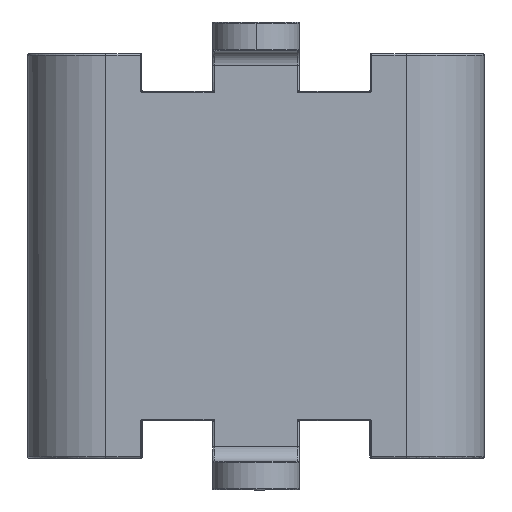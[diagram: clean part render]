
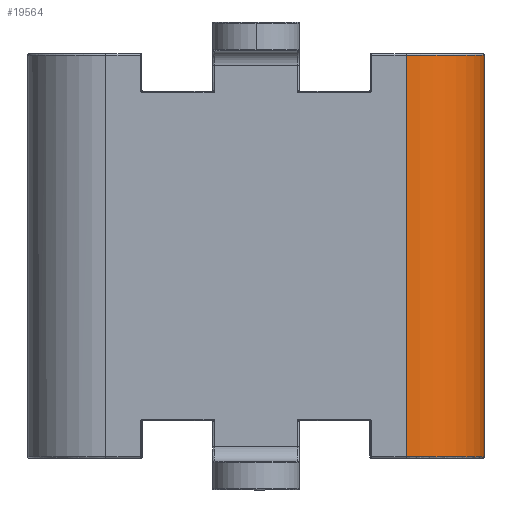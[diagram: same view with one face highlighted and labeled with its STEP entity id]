
A CAD part, front view. The second image highlights one B-rep face of the part: STEP entity #19564.
In plain terms, the highlighted cylindrical face has radius 1.35 mm (diameter 2.7 mm), a partial arc.
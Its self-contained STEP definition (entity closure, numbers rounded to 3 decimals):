
#943 = DIRECTION ( 'NONE',  ( 0., 0., 1. ) ) ;
#948 = VECTOR ( 'NONE', #943, 1000. ) ;
#2137 = ORIENTED_EDGE ( 'NONE', *, *, #13830, .T. ) ;
#2329 = VECTOR ( 'NONE', #22137, 1000. ) ;
#2512 = ORIENTED_EDGE ( 'NONE', *, *, #8197, .F. ) ;
#2636 = CARTESIAN_POINT ( 'NONE',  ( 2.6, 1.35, 0. ) ) ;
#4140 = CYLINDRICAL_SURFACE ( 'NONE', #10996, 1.35 ) ;
#4414 = VERTEX_POINT ( 'NONE', #8103 ) ;
#4679 = DIRECTION ( 'NONE',  ( 1., 0., 0. ) ) ;
#6999 = DIRECTION ( 'NONE',  ( -1., 0., 0. ) ) ;
#7356 = FACE_OUTER_BOUND ( 'NONE', #21183, .T. ) ;
#7765 = AXIS2_PLACEMENT_3D ( 'NONE', #16764, #20287, #4679 ) ;
#8103 = CARTESIAN_POINT ( 'NONE',  ( 3.95, 1.35, 3.475 ) ) ;
#8197 = EDGE_CURVE ( 'NONE', #16758, #11519, #21199, .T. ) ;
#8396 = DIRECTION ( 'NONE',  ( 0., 0., 1. ) ) ;
#8580 = VERTEX_POINT ( 'NONE', #19449 ) ;
#9689 = CARTESIAN_POINT ( 'NONE',  ( 3.95, 1.35, -3.475 ) ) ;
#9875 = CARTESIAN_POINT ( 'NONE',  ( 3.95, 1.35, 0. ) ) ;
#10461 = EDGE_CURVE ( 'NONE', #16758, #4414, #18640, .T. ) ;
#10996 = AXIS2_PLACEMENT_3D ( 'NONE', #2636, #16700, #14788 ) ;
#11519 = VERTEX_POINT ( 'NONE', #15408 ) ;
#13830 = EDGE_CURVE ( 'NONE', #8580, #11519, #15467, .T. ) ;
#13863 = CARTESIAN_POINT ( 'NONE',  ( 2.6, 1.35, 3.475 ) ) ;
#14788 = DIRECTION ( 'NONE',  ( 1., 0., 0. ) ) ;
#15408 = CARTESIAN_POINT ( 'NONE',  ( 2.6, 0., -3.475 ) ) ;
#15467 = LINE ( 'NONE', #22465, #2329 ) ;
#16700 = DIRECTION ( 'NONE',  ( 0., 0., 1. ) ) ;
#16758 = VERTEX_POINT ( 'NONE', #9689 ) ;
#16764 = CARTESIAN_POINT ( 'NONE',  ( 2.6, 1.35, -3.475 ) ) ;
#16775 = AXIS2_PLACEMENT_3D ( 'NONE', #13863, #8396, #6999 ) ;
#17717 = EDGE_CURVE ( 'NONE', #8580, #4414, #19702, .T. ) ;
#18640 = LINE ( 'NONE', #9875, #948 ) ;
#19246 = ORIENTED_EDGE ( 'NONE', *, *, #10461, .T. ) ;
#19449 = CARTESIAN_POINT ( 'NONE',  ( 2.6, 0., 3.475 ) ) ;
#19564 = ADVANCED_FACE ( 'NONE', ( #7356 ), #4140, .T. ) ;
#19702 = CIRCLE ( 'NONE', #16775, 1.35 ) ;
#20287 = DIRECTION ( 'NONE',  ( 0., 0., -1. ) ) ;
#21183 = EDGE_LOOP ( 'NONE', ( #2512, #19246, #21898, #2137 ) ) ;
#21199 = CIRCLE ( 'NONE', #7765, 1.35 ) ;
#21898 = ORIENTED_EDGE ( 'NONE', *, *, #17717, .F. ) ;
#22137 = DIRECTION ( 'NONE',  ( 0., 0., -1. ) ) ;
#22465 = CARTESIAN_POINT ( 'NONE',  ( 2.6, 0., 0. ) ) ;
